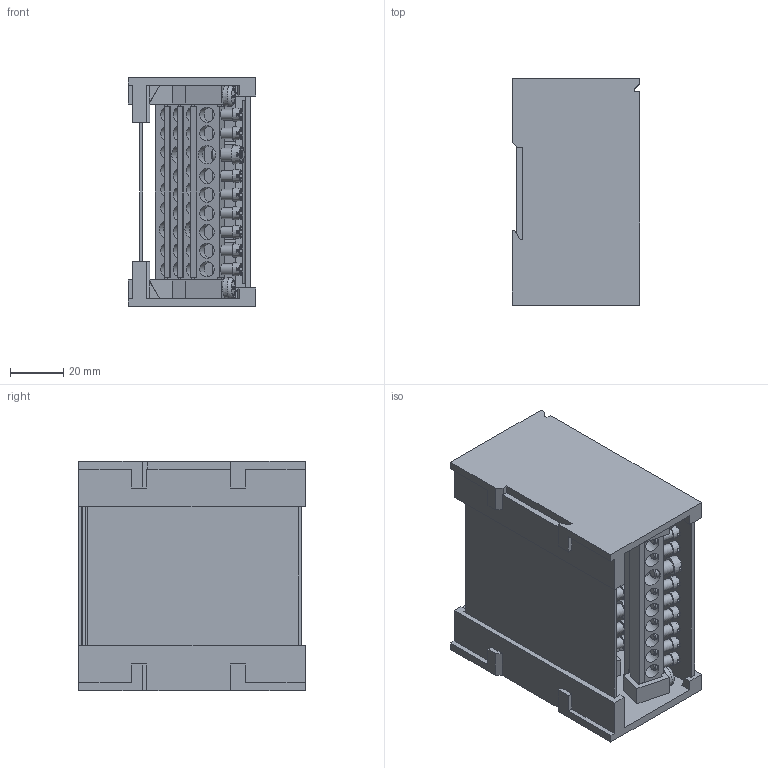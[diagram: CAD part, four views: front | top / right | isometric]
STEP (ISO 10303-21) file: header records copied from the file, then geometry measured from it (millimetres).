
FILE_DESCRIPTION(/* description */ (''),/* implementation_level */ '2;1');
FILE_NAME(/* name */ 'STP-Bauteil1.stp',/* time_stamp */ '2019-11-05T14:58:35+01:00',/* author */ ('K.Eberl'),/* organization */ ('FTG Friedrich Goehringer Elektrotechnik GmbH'),/* preprocessor_version */ 'ST-DEVELOPER v16.1',/* originating_system */ 'Autodesk Inventor 2016',/* authorisation */ '');
FILE_SCHEMA (('AUTOMOTIVE_DESIGN { 1 0 10303 214 3 1 1 }'));
Products named in the file (1): Bauteil1
Bounding box: 48 x 85 x 86 mm (x, y, z)
Volume: 81536.5 mm3; surface area: 84323.5 mm2
Topology: 1 solids, 9 shells, 2561 faces, 7148 edges, 4713 vertices
Faces by surface type: plane 1654, cone 584, torus 164, cylinder 155, sphere 4
Full cylindrical faces by diameter (mm): 3 x2, 3.242 x8, 4 x68, 4.2 x8, 5 x8, 5.7 x32, 6.8 x4
Entity records: 89519 total; most frequent: CARTESIAN_POINT 25992, ORIENTED_EDGE 13530, DIRECTION 11684, EDGE_CURVE 6759, VERTEX_POINT 4539, AXIS2_PLACEMENT_3D 4367, EDGE_LOOP 2992, LINE 2950
